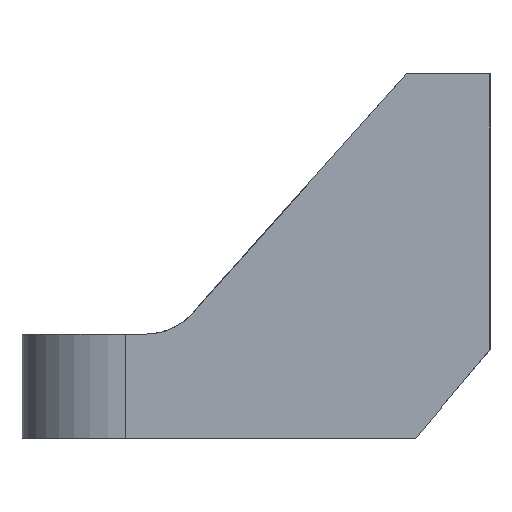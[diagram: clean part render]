
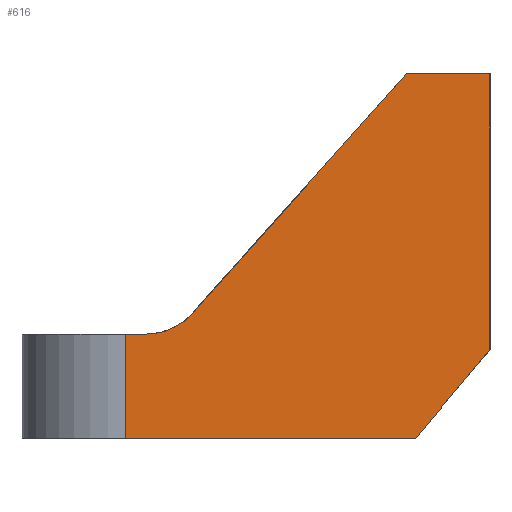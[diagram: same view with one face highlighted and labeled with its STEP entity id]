
A CAD part, left-side view. The second image highlights one B-rep face of the part: STEP entity #616.
In plain terms, the highlighted planar face has unit normal (-1, 0, 0).
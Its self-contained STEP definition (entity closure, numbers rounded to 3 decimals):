
#43 = PLANE('',#44);
#44 = AXIS2_PLACEMENT_3D('',#45,#46,#47);
#45 = CARTESIAN_POINT('',(-17.,-25.,0.));
#46 = DIRECTION('',(-0.,-0.,-1.));
#47 = DIRECTION('',(1.,0.,0.));
#68 = VERTEX_POINT('',#69);
#69 = CARTESIAN_POINT('',(-17.,10.,0.));
#84 = CYLINDRICAL_SURFACE('',#85,9.959);
#85 = AXIS2_PLACEMENT_3D('',#86,#87,#88);
#86 = CARTESIAN_POINT('',(-7.041,10.,0.));
#87 = DIRECTION('',(0.,0.,-1.));
#88 = DIRECTION('',(1.,0.,0.));
#96 = EDGE_CURVE('',#97,#68,#99,.T.);
#97 = VERTEX_POINT('',#98);
#98 = CARTESIAN_POINT('',(-17.,-17.868,0.));
#99 = SURFACE_CURVE('',#100,(#104,#111),.PCURVE_S1.);
#100 = LINE('',#101,#102);
#101 = CARTESIAN_POINT('',(-17.,-25.,0.));
#102 = VECTOR('',#103,1.);
#103 = DIRECTION('',(0.,1.,0.));
#104 = PCURVE('',#43,#105);
#105 = DEFINITIONAL_REPRESENTATION('',(#106),#110);
#106 = LINE('',#107,#108);
#107 = CARTESIAN_POINT('',(-0.,-0.));
#108 = VECTOR('',#109,1.);
#109 = DIRECTION('',(-0.,-1.));
#110 = ( GEOMETRIC_REPRESENTATION_CONTEXT(2) 
PARAMETRIC_REPRESENTATION_CONTEXT() REPRESENTATION_CONTEXT('2D SPACE',''
  ) );
#111 = PCURVE('',#112,#117);
#112 = PLANE('',#113);
#113 = AXIS2_PLACEMENT_3D('',#114,#115,#116);
#114 = CARTESIAN_POINT('',(-17.,-25.,0.));
#115 = DIRECTION('',(1.,0.,0.));
#116 = DIRECTION('',(-0.,-1.,-0.));
#117 = DEFINITIONAL_REPRESENTATION('',(#118),#122);
#118 = LINE('',#119,#120);
#119 = CARTESIAN_POINT('',(-0.,0.));
#120 = VECTOR('',#121,1.);
#121 = DIRECTION('',(-1.,0.));
#122 = ( GEOMETRIC_REPRESENTATION_CONTEXT(2) 
PARAMETRIC_REPRESENTATION_CONTEXT() REPRESENTATION_CONTEXT('2D SPACE',''
  ) );
#140 = PLANE('',#141);
#141 = AXIS2_PLACEMENT_3D('',#142,#143,#144);
#142 = CARTESIAN_POINT('',(64.,-25.,8.5));
#143 = DIRECTION('',(0.,0.766,0.643));
#144 = DIRECTION('',(0.,-0.643,0.766));
#406 = PLANE('',#407);
#407 = AXIS2_PLACEMENT_3D('',#408,#409,#410);
#408 = CARTESIAN_POINT('',(18.239,-2.649,10.));
#409 = DIRECTION('',(0.,0.,1.));
#410 = DIRECTION('',(-0.,1.,0.));
#497 = EDGE_CURVE('',#68,#498,#500,.T.);
#498 = VERTEX_POINT('',#499);
#499 = CARTESIAN_POINT('',(-17.,10.,10.));
#500 = SURFACE_CURVE('',#501,(#505,#512),.PCURVE_S1.);
#501 = LINE('',#502,#503);
#502 = CARTESIAN_POINT('',(-17.,10.,0.));
#503 = VECTOR('',#504,1.);
#504 = DIRECTION('',(0.,0.,1.));
#505 = PCURVE('',#84,#506);
#506 = DEFINITIONAL_REPRESENTATION('',(#507),#511);
#507 = LINE('',#508,#509);
#508 = CARTESIAN_POINT('',(3.142,0.));
#509 = VECTOR('',#510,1.);
#510 = DIRECTION('',(0.,-1.));
#511 = ( GEOMETRIC_REPRESENTATION_CONTEXT(2) 
PARAMETRIC_REPRESENTATION_CONTEXT() REPRESENTATION_CONTEXT('2D SPACE',''
  ) );
#512 = PCURVE('',#112,#513);
#513 = DEFINITIONAL_REPRESENTATION('',(#514),#518);
#514 = LINE('',#515,#516);
#515 = CARTESIAN_POINT('',(-35.,0.));
#516 = VECTOR('',#517,1.);
#517 = DIRECTION('',(-0.,-1.));
#518 = ( GEOMETRIC_REPRESENTATION_CONTEXT(2) 
PARAMETRIC_REPRESENTATION_CONTEXT() REPRESENTATION_CONTEXT('2D SPACE',''
  ) );
#616 = ADVANCED_FACE('',(#617),#112,.F.);
#617 = FACE_BOUND('',#618,.T.);
#618 = EDGE_LOOP('',(#619,#620,#643,#671,#699,#727,#760,#781));
#619 = ORIENTED_EDGE('',*,*,#96,.F.);
#620 = ORIENTED_EDGE('',*,*,#621,.F.);
#621 = EDGE_CURVE('',#622,#97,#624,.T.);
#622 = VERTEX_POINT('',#623);
#623 = CARTESIAN_POINT('',(-17.,-25.,8.5));
#624 = SURFACE_CURVE('',#625,(#629,#636),.PCURVE_S1.);
#625 = LINE('',#626,#627);
#626 = CARTESIAN_POINT('',(-17.,-22.907,6.006));
#627 = VECTOR('',#628,1.);
#628 = DIRECTION('',(0.,0.643,-0.766));
#629 = PCURVE('',#112,#630);
#630 = DEFINITIONAL_REPRESENTATION('',(#631),#635);
#631 = LINE('',#632,#633);
#632 = CARTESIAN_POINT('',(-2.093,-6.006));
#633 = VECTOR('',#634,1.);
#634 = DIRECTION('',(-0.643,0.766));
#635 = ( GEOMETRIC_REPRESENTATION_CONTEXT(2) 
PARAMETRIC_REPRESENTATION_CONTEXT() REPRESENTATION_CONTEXT('2D SPACE',''
  ) );
#636 = PCURVE('',#140,#637);
#637 = DEFINITIONAL_REPRESENTATION('',(#638),#642);
#638 = LINE('',#639,#640);
#639 = CARTESIAN_POINT('',(-3.256,-81.));
#640 = VECTOR('',#641,1.);
#641 = DIRECTION('',(-1.,0.));
#642 = ( GEOMETRIC_REPRESENTATION_CONTEXT(2) 
PARAMETRIC_REPRESENTATION_CONTEXT() REPRESENTATION_CONTEXT('2D SPACE',''
  ) );
#643 = ORIENTED_EDGE('',*,*,#644,.T.);
#644 = EDGE_CURVE('',#622,#645,#647,.T.);
#645 = VERTEX_POINT('',#646);
#646 = CARTESIAN_POINT('',(-17.,-25.,35.));
#647 = SURFACE_CURVE('',#648,(#652,#659),.PCURVE_S1.);
#648 = LINE('',#649,#650);
#649 = CARTESIAN_POINT('',(-17.,-25.,0.));
#650 = VECTOR('',#651,1.);
#651 = DIRECTION('',(0.,0.,1.));
#652 = PCURVE('',#112,#653);
#653 = DEFINITIONAL_REPRESENTATION('',(#654),#658);
#654 = LINE('',#655,#656);
#655 = CARTESIAN_POINT('',(-0.,0.));
#656 = VECTOR('',#657,1.);
#657 = DIRECTION('',(-0.,-1.));
#658 = ( GEOMETRIC_REPRESENTATION_CONTEXT(2) 
PARAMETRIC_REPRESENTATION_CONTEXT() REPRESENTATION_CONTEXT('2D SPACE',''
  ) );
#659 = PCURVE('',#660,#665);
#660 = PLANE('',#661);
#661 = AXIS2_PLACEMENT_3D('',#662,#663,#664);
#662 = CARTESIAN_POINT('',(-17.,-25.,0.));
#663 = DIRECTION('',(-0.,-1.,-0.));
#664 = DIRECTION('',(-1.,0.,0.));
#665 = DEFINITIONAL_REPRESENTATION('',(#666),#670);
#666 = LINE('',#667,#668);
#667 = CARTESIAN_POINT('',(-0.,-0.));
#668 = VECTOR('',#669,1.);
#669 = DIRECTION('',(-0.,-1.));
#670 = ( GEOMETRIC_REPRESENTATION_CONTEXT(2) 
PARAMETRIC_REPRESENTATION_CONTEXT() REPRESENTATION_CONTEXT('2D SPACE',''
  ) );
#671 = ORIENTED_EDGE('',*,*,#672,.T.);
#672 = EDGE_CURVE('',#645,#673,#675,.T.);
#673 = VERTEX_POINT('',#674);
#674 = CARTESIAN_POINT('',(-17.,-17.,35.));
#675 = SURFACE_CURVE('',#676,(#680,#687),.PCURVE_S1.);
#676 = LINE('',#677,#678);
#677 = CARTESIAN_POINT('',(-17.,-25.,35.));
#678 = VECTOR('',#679,1.);
#679 = DIRECTION('',(0.,1.,0.));
#680 = PCURVE('',#112,#681);
#681 = DEFINITIONAL_REPRESENTATION('',(#682),#686);
#682 = LINE('',#683,#684);
#683 = CARTESIAN_POINT('',(-0.,-35.));
#684 = VECTOR('',#685,1.);
#685 = DIRECTION('',(-1.,0.));
#686 = ( GEOMETRIC_REPRESENTATION_CONTEXT(2) 
PARAMETRIC_REPRESENTATION_CONTEXT() REPRESENTATION_CONTEXT('2D SPACE',''
  ) );
#687 = PCURVE('',#688,#693);
#688 = PLANE('',#689);
#689 = AXIS2_PLACEMENT_3D('',#690,#691,#692);
#690 = CARTESIAN_POINT('',(-17.,-25.,35.));
#691 = DIRECTION('',(-0.,-0.,-1.));
#692 = DIRECTION('',(1.,0.,0.));
#693 = DEFINITIONAL_REPRESENTATION('',(#694),#698);
#694 = LINE('',#695,#696);
#695 = CARTESIAN_POINT('',(-0.,-0.));
#696 = VECTOR('',#697,1.);
#697 = DIRECTION('',(-0.,-1.));
#698 = ( GEOMETRIC_REPRESENTATION_CONTEXT(2) 
PARAMETRIC_REPRESENTATION_CONTEXT() REPRESENTATION_CONTEXT('2D SPACE',''
  ) );
#699 = ORIENTED_EDGE('',*,*,#700,.F.);
#700 = EDGE_CURVE('',#701,#673,#703,.T.);
#701 = VERTEX_POINT('',#702);
#702 = CARTESIAN_POINT('',(-17.,3.684,11.91));
#703 = SURFACE_CURVE('',#704,(#708,#715),.PCURVE_S1.);
#704 = LINE('',#705,#706);
#705 = CARTESIAN_POINT('',(-17.,0.259,15.734));
#706 = VECTOR('',#707,1.);
#707 = DIRECTION('',(0.,-0.667,0.745));
#708 = PCURVE('',#112,#709);
#709 = DEFINITIONAL_REPRESENTATION('',(#710),#714);
#710 = LINE('',#711,#712);
#711 = CARTESIAN_POINT('',(-25.259,-15.734));
#712 = VECTOR('',#713,1.);
#713 = DIRECTION('',(0.667,-0.745));
#714 = ( GEOMETRIC_REPRESENTATION_CONTEXT(2) 
PARAMETRIC_REPRESENTATION_CONTEXT() REPRESENTATION_CONTEXT('2D SPACE',''
  ) );
#715 = PCURVE('',#716,#721);
#716 = PLANE('',#717);
#717 = AXIS2_PLACEMENT_3D('',#718,#719,#720);
#718 = CARTESIAN_POINT('',(64.,3.684,11.91));
#719 = DIRECTION('',(-0.,-0.745,-0.667));
#720 = DIRECTION('',(0.,0.667,-0.745));
#721 = DEFINITIONAL_REPRESENTATION('',(#722),#726);
#722 = LINE('',#723,#724);
#723 = CARTESIAN_POINT('',(-5.134,-81.));
#724 = VECTOR('',#725,1.);
#725 = DIRECTION('',(-1.,0.));
#726 = ( GEOMETRIC_REPRESENTATION_CONTEXT(2) 
PARAMETRIC_REPRESENTATION_CONTEXT() REPRESENTATION_CONTEXT('2D SPACE',''
  ) );
#727 = ORIENTED_EDGE('',*,*,#728,.F.);
#728 = EDGE_CURVE('',#729,#701,#731,.T.);
#729 = VERTEX_POINT('',#730);
#730 = CARTESIAN_POINT('',(-17.,7.959,10.));
#731 = SURFACE_CURVE('',#732,(#737,#748),.PCURVE_S1.);
#732 = CIRCLE('',#733,5.74);
#733 = AXIS2_PLACEMENT_3D('',#734,#735,#736);
#734 = CARTESIAN_POINT('',(-17.,7.959,15.74));
#735 = DIRECTION('',(-1.,0.,0.));
#736 = DIRECTION('',(-0.,-1.,-0.));
#737 = PCURVE('',#112,#738);
#738 = DEFINITIONAL_REPRESENTATION('',(#739),#747);
#739 = ( BOUNDED_CURVE() B_SPLINE_CURVE(2,(#740,#741,#742,#743,#744,#745
,#746),.UNSPECIFIED.,.F.,.F.) B_SPLINE_CURVE_WITH_KNOTS((1,2,2,2,2,1),(
    -2.094,0.,2.094,4.189,6.283,
8.378),.UNSPECIFIED.) CURVE() GEOMETRIC_REPRESENTATION_ITEM() 
RATIONAL_B_SPLINE_CURVE((1.,0.5,1.,0.5,1.,0.5,1.)) REPRESENTATION_ITEM(
  '') );
#740 = CARTESIAN_POINT('',(-27.22,-15.74));
#741 = CARTESIAN_POINT('',(-27.22,-25.681));
#742 = CARTESIAN_POINT('',(-35.829,-20.71));
#743 = CARTESIAN_POINT('',(-44.438,-15.74));
#744 = CARTESIAN_POINT('',(-35.829,-10.769));
#745 = CARTESIAN_POINT('',(-27.22,-5.798));
#746 = CARTESIAN_POINT('',(-27.22,-15.74));
#747 = ( GEOMETRIC_REPRESENTATION_CONTEXT(2) 
PARAMETRIC_REPRESENTATION_CONTEXT() REPRESENTATION_CONTEXT('2D SPACE',''
  ) );
#748 = PCURVE('',#749,#754);
#749 = CYLINDRICAL_SURFACE('',#750,5.74);
#750 = AXIS2_PLACEMENT_3D('',#751,#752,#753);
#751 = CARTESIAN_POINT('',(64.,7.959,15.74));
#752 = DIRECTION('',(1.,0.,0.));
#753 = DIRECTION('',(0.,-1.,0.));
#754 = DEFINITIONAL_REPRESENTATION('',(#755),#759);
#755 = LINE('',#756,#757);
#756 = CARTESIAN_POINT('',(-0.,-81.));
#757 = VECTOR('',#758,1.);
#758 = DIRECTION('',(-1.,0.));
#759 = ( GEOMETRIC_REPRESENTATION_CONTEXT(2) 
PARAMETRIC_REPRESENTATION_CONTEXT() REPRESENTATION_CONTEXT('2D SPACE',''
  ) );
#760 = ORIENTED_EDGE('',*,*,#761,.F.);
#761 = EDGE_CURVE('',#498,#729,#762,.T.);
#762 = SURFACE_CURVE('',#763,(#767,#774),.PCURVE_S1.);
#763 = LINE('',#764,#765);
#764 = CARTESIAN_POINT('',(-17.,-2.52,10.));
#765 = VECTOR('',#766,1.);
#766 = DIRECTION('',(-0.,-1.,-0.));
#767 = PCURVE('',#112,#768);
#768 = DEFINITIONAL_REPRESENTATION('',(#769),#773);
#769 = LINE('',#770,#771);
#770 = CARTESIAN_POINT('',(-22.48,-10.));
#771 = VECTOR('',#772,1.);
#772 = DIRECTION('',(1.,-0.));
#773 = ( GEOMETRIC_REPRESENTATION_CONTEXT(2) 
PARAMETRIC_REPRESENTATION_CONTEXT() REPRESENTATION_CONTEXT('2D SPACE',''
  ) );
#774 = PCURVE('',#406,#775);
#775 = DEFINITIONAL_REPRESENTATION('',(#776),#780);
#776 = LINE('',#777,#778);
#777 = CARTESIAN_POINT('',(0.128,35.239));
#778 = VECTOR('',#779,1.);
#779 = DIRECTION('',(-1.,-0.));
#780 = ( GEOMETRIC_REPRESENTATION_CONTEXT(2) 
PARAMETRIC_REPRESENTATION_CONTEXT() REPRESENTATION_CONTEXT('2D SPACE',''
  ) );
#781 = ORIENTED_EDGE('',*,*,#497,.F.);
